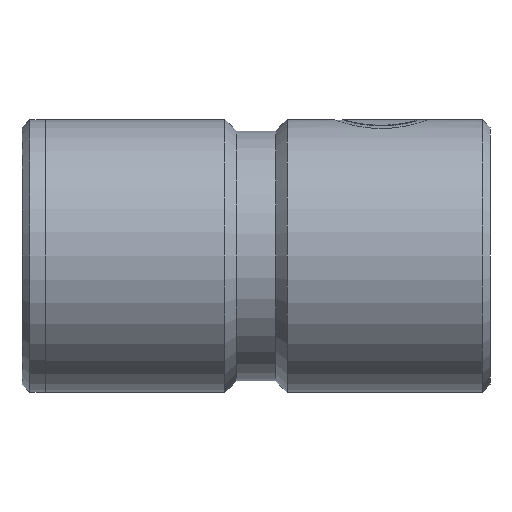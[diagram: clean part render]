
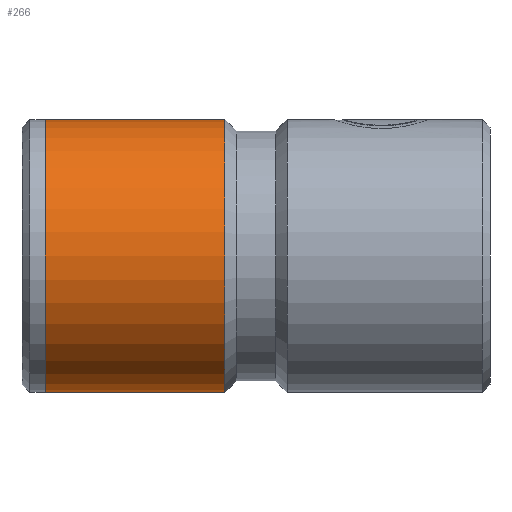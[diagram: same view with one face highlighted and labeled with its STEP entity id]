
A CAD part, left-side view. The second image highlights one B-rep face of the part: STEP entity #266.
In plain terms, the highlighted cylindrical face has radius 17.5 mm (diameter 35 mm), a partial arc.
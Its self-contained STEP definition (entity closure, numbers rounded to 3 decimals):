
#18 = CYLINDRICAL_SURFACE ( 'NONE', #1003, 17.5 ) ;
#21 = DIRECTION ( 'NONE',  ( 0., -1., 0. ) ) ;
#50 = EDGE_CURVE ( 'NONE', #310, #761, #1354, .T. ) ;
#99 = ORIENTED_EDGE ( 'NONE', *, *, #432, .F. ) ;
#181 = CARTESIAN_POINT ( 'NONE',  ( 0., 0., 17.5 ) ) ;
#266 = ADVANCED_FACE ( 'NONE', ( #720 ), #18, .T. ) ;
#279 = DIRECTION ( 'NONE',  ( 0., -1., 0. ) ) ;
#310 = VERTEX_POINT ( 'NONE', #328 ) ;
#322 = AXIS2_PLACEMENT_3D ( 'NONE', #775, #21, #918 ) ;
#328 = CARTESIAN_POINT ( 'NONE',  ( 0., 57., 17.5 ) ) ;
#338 = CARTESIAN_POINT ( 'NONE',  ( 0., 0., 0. ) ) ;
#432 = EDGE_CURVE ( 'NONE', #1595, #743, #1247, .T. ) ;
#446 = CARTESIAN_POINT ( 'NONE',  ( 0., 57., 0. ) ) ;
#448 = ORIENTED_EDGE ( 'NONE', *, *, #495, .T. ) ;
#461 = DIRECTION ( 'NONE',  ( 0., -1., 0. ) ) ;
#495 = EDGE_CURVE ( 'NONE', #761, #743, #1185, .T. ) ;
#585 = DIRECTION ( 'NONE',  ( 0., 0., -1. ) ) ;
#720 = FACE_OUTER_BOUND ( 'NONE', #766, .T. ) ;
#743 = VERTEX_POINT ( 'NONE', #801 ) ;
#748 = VECTOR ( 'NONE', #1218, 1000. ) ;
#761 = VERTEX_POINT ( 'NONE', #1601 ) ;
#766 = EDGE_LOOP ( 'NONE', ( #1232, #832, #448, #99 ) ) ;
#775 = CARTESIAN_POINT ( 'NONE',  ( 0., 34., 0. ) ) ;
#801 = CARTESIAN_POINT ( 'NONE',  ( 0., 34., -17.5 ) ) ;
#832 = ORIENTED_EDGE ( 'NONE', *, *, #50, .T. ) ;
#848 = VECTOR ( 'NONE', #279, 1000. ) ;
#918 = DIRECTION ( 'NONE',  ( 0., 0., -1. ) ) ;
#981 = DIRECTION ( 'NONE',  ( 0., 0., -1. ) ) ;
#1003 = AXIS2_PLACEMENT_3D ( 'NONE', #338, #461, #981 ) ;
#1185 = LINE ( 'NONE', #1437, #848 ) ;
#1218 = DIRECTION ( 'NONE',  ( 0., -1., 0. ) ) ;
#1232 = ORIENTED_EDGE ( 'NONE', *, *, #1670, .F. ) ;
#1247 = CIRCLE ( 'NONE', #322, 17.5 ) ;
#1269 = CARTESIAN_POINT ( 'NONE',  ( 0., 34., 17.5 ) ) ;
#1354 = CIRCLE ( 'NONE', #1552, 17.5 ) ;
#1361 = DIRECTION ( 'NONE',  ( 0., -1., 0. ) ) ;
#1437 = CARTESIAN_POINT ( 'NONE',  ( 0., 0., -17.5 ) ) ;
#1449 = LINE ( 'NONE', #181, #748 ) ;
#1552 = AXIS2_PLACEMENT_3D ( 'NONE', #446, #1361, #585 ) ;
#1595 = VERTEX_POINT ( 'NONE', #1269 ) ;
#1601 = CARTESIAN_POINT ( 'NONE',  ( 0., 57., -17.5 ) ) ;
#1670 = EDGE_CURVE ( 'NONE', #310, #1595, #1449, .T. ) ;
